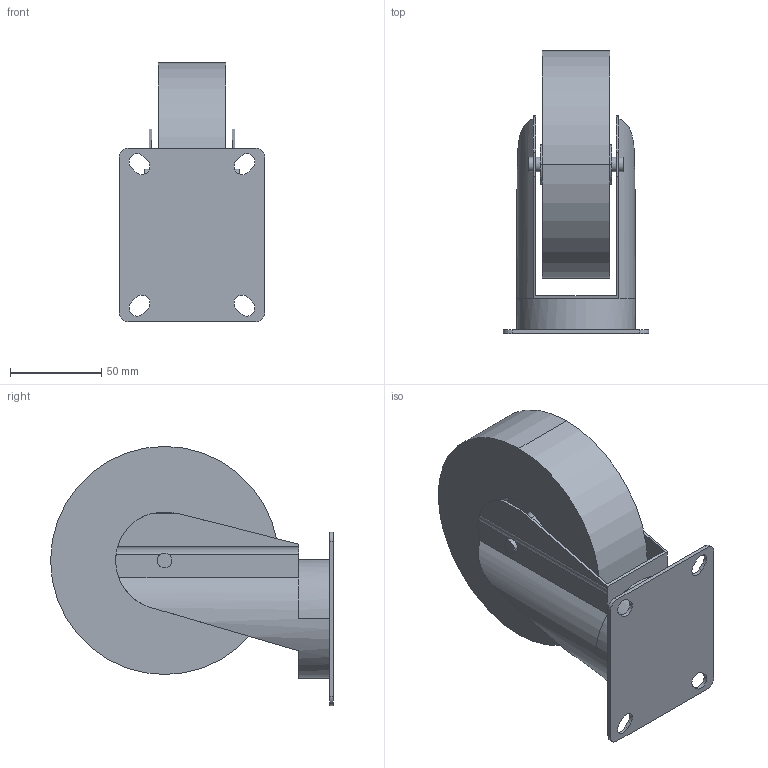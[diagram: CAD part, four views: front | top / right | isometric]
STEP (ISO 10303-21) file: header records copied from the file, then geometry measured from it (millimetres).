
FILE_DESCRIPTION((''),'2;1');
FILE_NAME('12039_KOLO_VRTLJIVO_FI-125_BZP_ASM','2022-09-19T07:16:06',('PredragRovcanin'),('Audax d.o.o.'),'CREO PARAMETRIC BY PTC INC, 2020281','CREO PARAMETRIC BY PTC INC, 2020281','');
FILE_SCHEMA(('AP242_MANAGED_MODEL_BASED_3D_ENGINEERING_MIM_LF { 1 0 10303 442 1 1 4 }'));
Length unit declared in the file: millimetre
Products named in the file (3): 12039_KOLO_VRTLJIVO_FI-125_BZPA; 12039_KOLO_VRTLJIVO_FI-125_BZPB; 12039_KOLO_VRTLJIVO_FI-125_BZP_ASM
Assembly tree (2 placements, depth 2):
  12039_KOLO_VRTLJIVO_FI-125_BZP_ASM
    12039_KOLO_VRTLJIVO_FI-125_BZPA
    12039_KOLO_VRTLJIVO_FI-125_BZPB
Bounding box: 80 x 155 x 142 mm (x, y, z)
Volume: 430106.8 mm3; surface area: 93539.1 mm2
Topology: 2 solids, 2 shells, 78 faces, 214 edges, 155 vertices
Faces by surface type: cylinder 40, plane 38
Entity records: 4307 total; most frequent: CARTESIAN_POINT 569, DIRECTION 459, ORIENTED_EDGE 410, COLOUR_RGB 320, PRESENTATION_STYLE_ASSIGNMENT 274, STYLED_ITEM 274, CURVE_STYLE 216, EDGE_CURVE 205
